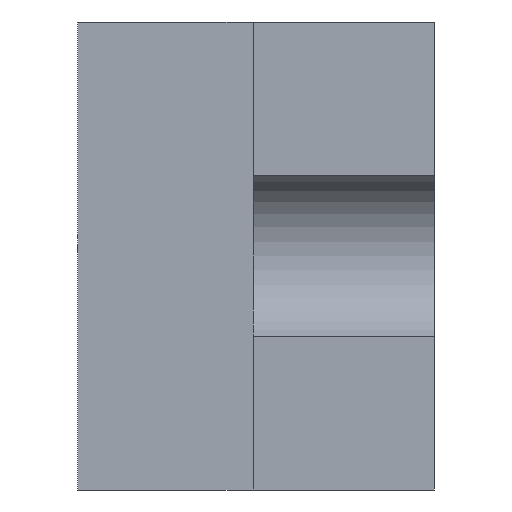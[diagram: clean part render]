
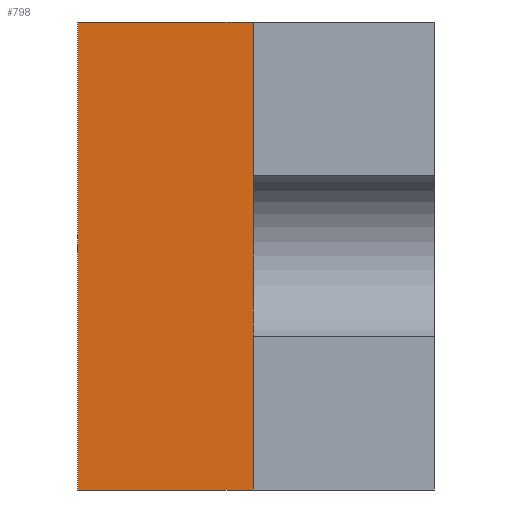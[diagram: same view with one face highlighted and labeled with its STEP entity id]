
A CAD part, left-side view. The second image highlights one B-rep face of the part: STEP entity #798.
In plain terms, the highlighted planar face has unit normal (-1, 0, 0).
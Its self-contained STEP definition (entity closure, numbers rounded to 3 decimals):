
#66 = DIRECTION ( 'NONE',  ( 0., -1., 0. ) ) ;
#125 = FACE_OUTER_BOUND ( 'NONE', #1401, .T. ) ;
#175 = CARTESIAN_POINT ( 'NONE',  ( -0.5, 0.6, -0.4 ) ) ;
#215 = LINE ( 'NONE', #629, #1122 ) ;
#240 = EDGE_CURVE ( 'NONE', #515, #301, #1034, .T. ) ;
#301 = VERTEX_POINT ( 'NONE', #803 ) ;
#351 = CARTESIAN_POINT ( 'NONE',  ( -0.5, 0.6, 0.4 ) ) ;
#481 = EDGE_CURVE ( 'NONE', #1686, #515, #1579, .T. ) ;
#515 = VERTEX_POINT ( 'NONE', #1413 ) ;
#554 = EDGE_CURVE ( 'NONE', #719, #301, #215, .T. ) ;
#585 = VECTOR ( 'NONE', #1714, 1000. ) ;
#629 = CARTESIAN_POINT ( 'NONE',  ( -0.5, 0.6, 0.4 ) ) ;
#684 = CARTESIAN_POINT ( 'NONE',  ( -0.5, 0.6, -0.4 ) ) ;
#719 = VERTEX_POINT ( 'NONE', #351 ) ;
#773 = ORIENTED_EDGE ( 'NONE', *, *, #481, .T. ) ;
#798 = ADVANCED_FACE ( 'NONE', ( #125 ), #1734, .F. ) ;
#803 = CARTESIAN_POINT ( 'NONE',  ( -0.5, 0.3, 0.4 ) ) ;
#849 = EDGE_CURVE ( 'NONE', #1686, #719, #1727, .T. ) ;
#906 = VECTOR ( 'NONE', #1740, 1000. ) ;
#947 = ORIENTED_EDGE ( 'NONE', *, *, #849, .F. ) ;
#1028 = VECTOR ( 'NONE', #1498, 1000. ) ;
#1034 = LINE ( 'NONE', #1598, #906 ) ;
#1039 = CARTESIAN_POINT ( 'NONE',  ( -0.5, 0.6, -0.4 ) ) ;
#1122 = VECTOR ( 'NONE', #66, 1000. ) ;
#1185 = CARTESIAN_POINT ( 'NONE',  ( -0.5, 0.6, -0.4 ) ) ;
#1255 = ORIENTED_EDGE ( 'NONE', *, *, #554, .F. ) ;
#1340 = DIRECTION ( 'NONE',  ( 1., 0., 0. ) ) ;
#1349 = ORIENTED_EDGE ( 'NONE', *, *, #240, .T. ) ;
#1401 = EDGE_LOOP ( 'NONE', ( #1349, #1255, #947, #773 ) ) ;
#1413 = CARTESIAN_POINT ( 'NONE',  ( -0.5, 0.3, -0.4 ) ) ;
#1498 = DIRECTION ( 'NONE',  ( 0., 0., 1. ) ) ;
#1548 = DIRECTION ( 'NONE',  ( 0., 0., -1. ) ) ;
#1579 = LINE ( 'NONE', #175, #585 ) ;
#1590 = AXIS2_PLACEMENT_3D ( 'NONE', #1039, #1340, #1548 ) ;
#1598 = CARTESIAN_POINT ( 'NONE',  ( -0.5, 0.3, -0.4 ) ) ;
#1686 = VERTEX_POINT ( 'NONE', #684 ) ;
#1714 = DIRECTION ( 'NONE',  ( 0., -1., 0. ) ) ;
#1727 = LINE ( 'NONE', #1185, #1028 ) ;
#1734 = PLANE ( 'NONE',  #1590 ) ;
#1740 = DIRECTION ( 'NONE',  ( 0., 0., 1. ) ) ;
